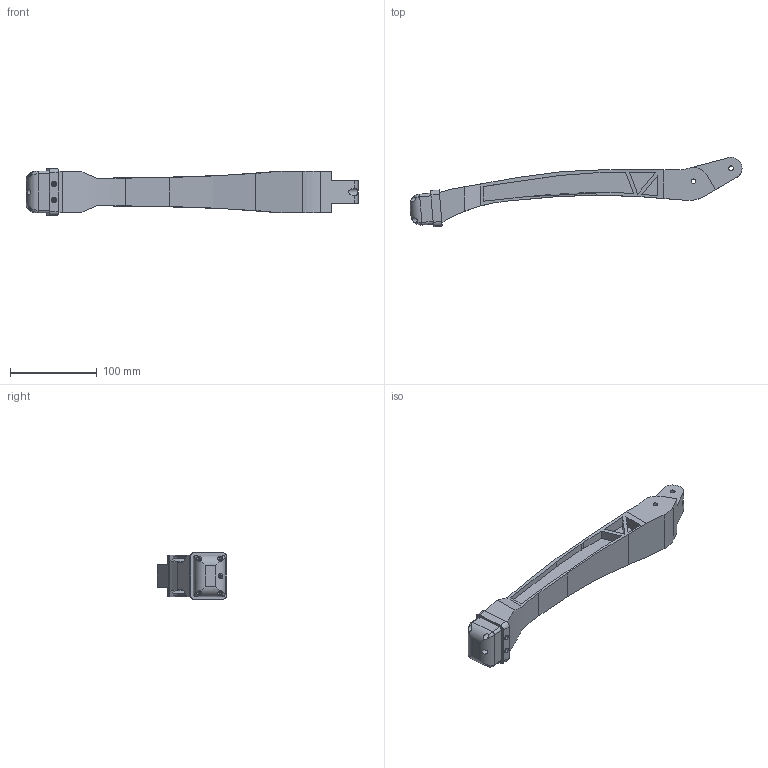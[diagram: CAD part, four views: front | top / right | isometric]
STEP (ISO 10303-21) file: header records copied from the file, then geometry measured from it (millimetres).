
FILE_DESCRIPTION(/* description */ (''),/* implementation_level */ '2;1');
FILE_NAME(/* name */ 'leg2.step',/* time_stamp */ '2024-09-25T20:01:33+09:00',/* author */ (''),/* organization */ (''),/* preprocessor_version */ 'ST-DEVELOPER v20',/* originating_system */ 'Autodesk Translation Framework v13.20.0.188',/* authorisation */ '');
FILE_SCHEMA (('AUTOMOTIVE_DESIGN { 1 0 10303 214 3 1 1 }','AP242_MANAGED_MODEL_BASED_3D_ENGINEERING_MIM_LF { 1 0 10303 442 3 1 4 }'));
Length unit declared in the file: millimetre
Products named in the file (2): leg2_cybergear; toe
Assembly tree (1 placements, depth 2):
  leg2_cybergear
    toe
Bounding box: 382.8 x 79.88 x 54 mm (x, y, z)
Volume: 365620.1 mm3; surface area: 85308.5 mm2
Topology: 2 solids, 2 shells, 156 faces, 402 edges, 266 vertices
Faces by surface type: plane 90, cylinder 60, bspline 6
Full cylindrical faces by diameter (mm): 4.4 x16, 5.3 x2, 6 x9, 8.5 x1
Entity records: 5666 total; most frequent: CARTESIAN_POINT 1789, ORIENTED_EDGE 804, DIRECTION 752, EDGE_CURVE 402, AXIS2_PLACEMENT_3D 267, VERTEX_POINT 266, LINE 218, VECTOR 218
